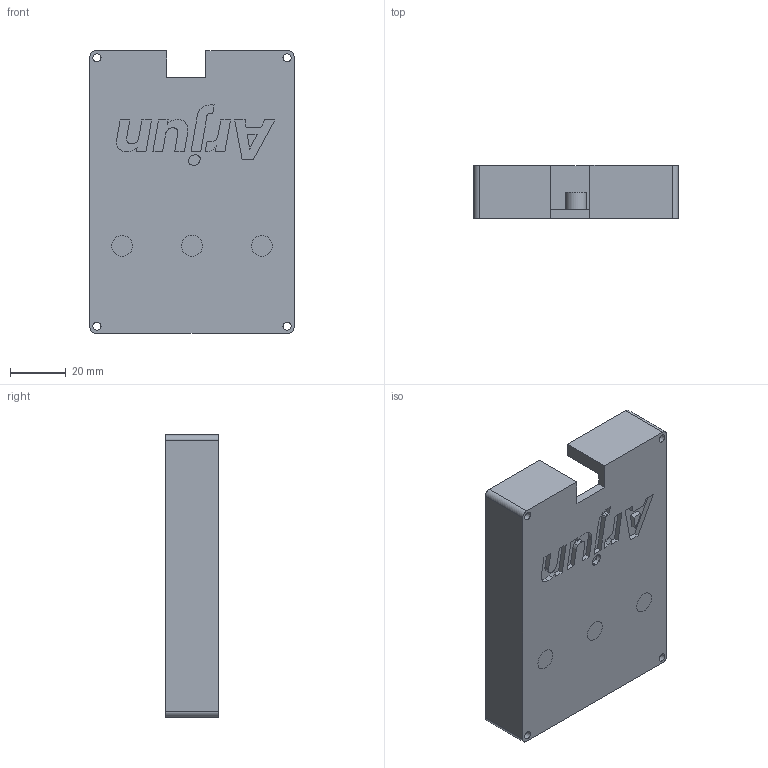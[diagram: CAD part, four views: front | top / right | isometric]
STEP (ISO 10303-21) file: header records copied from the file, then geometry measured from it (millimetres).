
FILE_DESCRIPTION(/* description */ ('STEP AP242','CAx-IF Rec.Pracs.---Representation and Presentation of Product Manufacturing Information (PMI)---4.0---2014-10-13','CAx-IF Rec.Pracs.---3D Tessellated Geometry---0.4---2014-09-14','2;1'),/* implementation_level */ '2;1');
FILE_NAME(/* name */ '6864b6f6c5366013e7452f00',/* time_stamp */ '2025-07-02T04:35:03Z',/* author */ (''),/* organization */ (''),/* preprocessor_version */ 'ST-DEVELOPER v20',/* originating_system */ 'ONSHAPE BY PTC INC, 1.200',/* authorisation */ ' ');
FILE_SCHEMA (('AP242_MANAGED_MODEL_BASED_3D_ENGINEERING_MIM_LF { 1 0 10303 442 1 1 4 }'));
Length unit declared in the file: metre
Products named in the file (4): Part 2; Part 3; Part 1; case base
Bounding box: 73 x 19 x 101 mm (x, y, z)
Volume: 46417.3 mm3; surface area: 27746.1 mm2
Topology: 4 solids, 4 shells, 119 faces, 312 edges, 208 vertices
Faces by surface type: plane 70, bspline 30, cylinder 19
Full cylindrical faces by diameter (mm): 2.9 x4, 7.5 x6
Entity records: 3822 total; most frequent: CARTESIAN_POINT 963, ORIENTED_EDGE 604, DIRECTION 466, EDGE_CURVE 302, VERTEX_POINT 208, LINE 204, VECTOR 204, EDGE_LOOP 150
